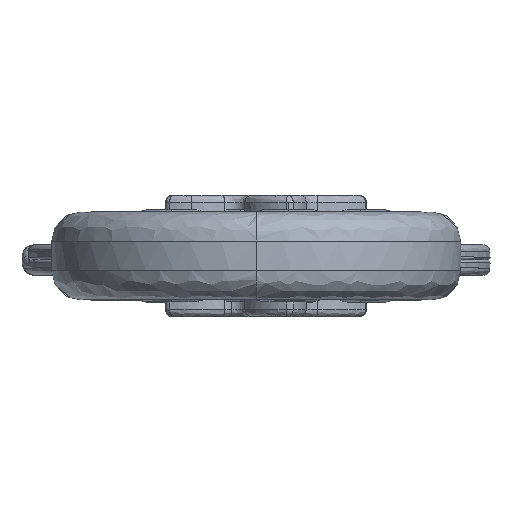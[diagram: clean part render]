
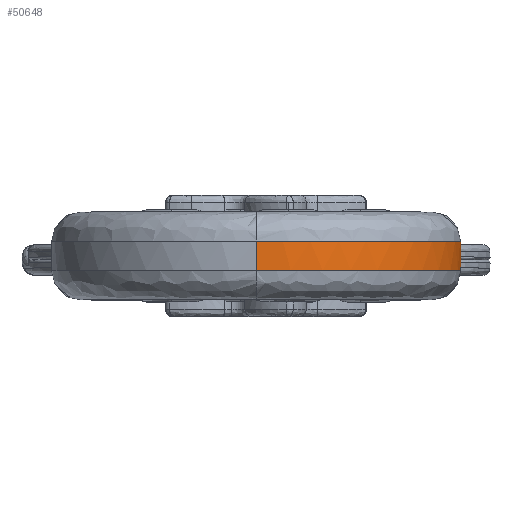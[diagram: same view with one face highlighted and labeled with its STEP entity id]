
A CAD part, top view. The second image highlights one B-rep face of the part: STEP entity #50648.
In plain terms, the highlighted free-form (B-spline) face has degree [2, 1] with [5, 2] control points.
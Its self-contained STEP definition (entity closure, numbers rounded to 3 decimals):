
#50648 = ADVANCED_FACE('',(#50649),#50685,.T.);
#50649 = FACE_BOUND('',#50650,.T.);
#50650 = EDGE_LOOP('',(#50651,#50660,#50670,#50677));
#50651 = ORIENTED_EDGE('',*,*,#50652,.F.);
#50652 = EDGE_CURVE('',#50653,#50655,#50657,.T.);
#50653 = VERTEX_POINT('',#50654);
#50654 = CARTESIAN_POINT('',(-65.91,23.433,
    85.095));
#50655 = VERTEX_POINT('',#50656);
#50656 = CARTESIAN_POINT('',(-65.91,25.858,
    85.095));
#50657 = B_SPLINE_CURVE_WITH_KNOTS('',1,(#50658,#50659),.UNSPECIFIED.,
  .F.,.F.,(2,2),(0.,2.),.PIECEWISE_BEZIER_KNOTS.);
#50658 = CARTESIAN_POINT('',(-65.91,23.433,
    85.095));
#50659 = CARTESIAN_POINT('',(-65.91,25.858,
    85.095));
#50660 = ORIENTED_EDGE('',*,*,#50661,.F.);
#50661 = EDGE_CURVE('',#50662,#50653,#50664,.T.);
#50662 = VERTEX_POINT('',#50663);
#50663 = CARTESIAN_POINT('',(-65.91,23.433,
    119.038));
#50664 = ( BOUNDED_CURVE() B_SPLINE_CURVE(2,(#50665,#50666,#50667,#50668
,#50669),.UNSPECIFIED.,.F.,.F.) B_SPLINE_CURVE_WITH_KNOTS((3,2,3),(
    0.,1.571,3.142),
.PIECEWISE_BEZIER_KNOTS.) CURVE() GEOMETRIC_REPRESENTATION_ITEM() 
RATIONAL_B_SPLINE_CURVE((1.,0.707,1.,0.707,1.)) 
REPRESENTATION_ITEM('') );
#50665 = CARTESIAN_POINT('',(-65.91,23.433,
    119.038));
#50666 = CARTESIAN_POINT('',(-48.938,23.433,
    119.038));
#50667 = CARTESIAN_POINT('',(-48.938,23.433,
    102.067));
#50668 = CARTESIAN_POINT('',(-48.938,23.433,
    85.095));
#50669 = CARTESIAN_POINT('',(-65.91,23.433,
    85.095));
#50670 = ORIENTED_EDGE('',*,*,#50671,.F.);
#50671 = EDGE_CURVE('',#50672,#50662,#50674,.T.);
#50672 = VERTEX_POINT('',#50673);
#50673 = CARTESIAN_POINT('',(-65.91,25.858,
    119.038));
#50674 = B_SPLINE_CURVE_WITH_KNOTS('',1,(#50675,#50676),.UNSPECIFIED.,
  .F.,.F.,(2,2),(0.,2.),.PIECEWISE_BEZIER_KNOTS.);
#50675 = CARTESIAN_POINT('',(-65.91,25.858,
    119.038));
#50676 = CARTESIAN_POINT('',(-65.91,23.433,
    119.038));
#50677 = ORIENTED_EDGE('',*,*,#50678,.F.);
#50678 = EDGE_CURVE('',#50655,#50672,#50679,.T.);
#50679 = ( BOUNDED_CURVE() B_SPLINE_CURVE(2,(#50680,#50681,#50682,#50683
,#50684),.UNSPECIFIED.,.F.,.F.) B_SPLINE_CURVE_WITH_KNOTS((3,2,3),(0.,
1.571,3.142),.PIECEWISE_BEZIER_KNOTS.) CURVE() 
GEOMETRIC_REPRESENTATION_ITEM() RATIONAL_B_SPLINE_CURVE((1.,
0.707,1.,0.707,1.)) REPRESENTATION_ITEM('') );
#50680 = CARTESIAN_POINT('',(-65.91,25.858,
    85.095));
#50681 = CARTESIAN_POINT('',(-48.938,25.858,
    85.095));
#50682 = CARTESIAN_POINT('',(-48.938,25.858,
    102.067));
#50683 = CARTESIAN_POINT('',(-48.938,25.858,
    119.038));
#50684 = CARTESIAN_POINT('',(-65.91,25.858,
    119.038));
#50685 = ( BOUNDED_SURFACE() B_SPLINE_SURFACE(2,1,(
    (#50686,#50687)
    ,(#50688,#50689)
    ,(#50690,#50691)
    ,(#50692,#50693)
    ,(#50694,#50695
)),.UNSPECIFIED.,.F.,.F.,.F.) B_SPLINE_SURFACE_WITH_KNOTS((3,2,3),(2,2),
  (3.142,4.712,6.283),(0.,2.),
.PIECEWISE_BEZIER_KNOTS.) GEOMETRIC_REPRESENTATION_ITEM() 
RATIONAL_B_SPLINE_SURFACE((
    (1.,1.)
    ,(0.707,0.707)
    ,(1.,1.)
    ,(0.707,0.707)
,(1.,1.))) REPRESENTATION_ITEM('') SURFACE() );
#50686 = CARTESIAN_POINT('',(-65.91,25.858,
    119.038));
#50687 = CARTESIAN_POINT('',(-65.91,23.433,
    119.038));
#50688 = CARTESIAN_POINT('',(-48.938,25.858,
    119.038));
#50689 = CARTESIAN_POINT('',(-48.938,23.433,
    119.038));
#50690 = CARTESIAN_POINT('',(-48.938,25.858,
    102.067));
#50691 = CARTESIAN_POINT('',(-48.938,23.433,
    102.067));
#50692 = CARTESIAN_POINT('',(-48.938,25.858,
    85.095));
#50693 = CARTESIAN_POINT('',(-48.938,23.433,
    85.095));
#50694 = CARTESIAN_POINT('',(-65.91,25.858,
    85.095));
#50695 = CARTESIAN_POINT('',(-65.91,23.433,
    85.095));
